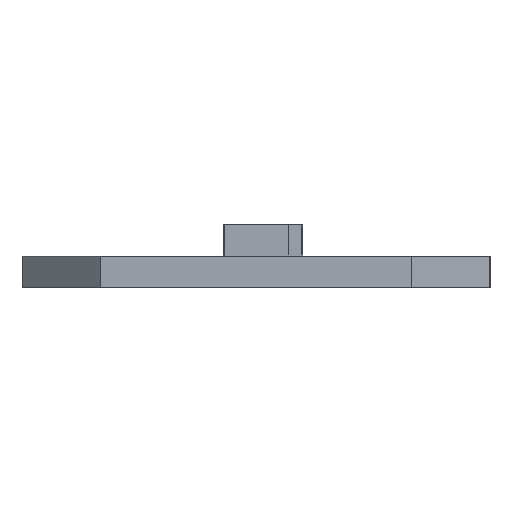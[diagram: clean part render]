
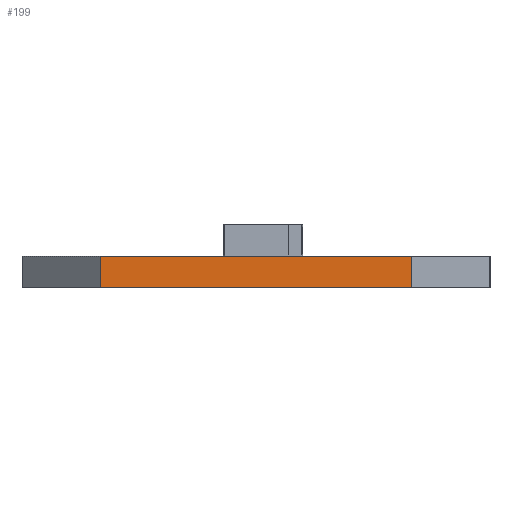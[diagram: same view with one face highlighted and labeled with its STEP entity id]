
A CAD part, left-side view. The second image highlights one B-rep face of the part: STEP entity #199.
In plain terms, the highlighted planar face has unit normal (-1, 0, 0).
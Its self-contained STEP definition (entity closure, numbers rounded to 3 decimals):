
#199=ADVANCED_FACE('',(#1227),#1229,.T.);
#1227=FACE_BOUND('',#1228,.T.);
#1228=EDGE_LOOP('',(#2258,#2259,#2260,#2261));
#1229=PLANE('',#1230);
#1230=AXIS2_PLACEMENT_3D('',#1231,#1232,#1233);
#1231=CARTESIAN_POINT('',(-30.5,15.,0.));
#1232=DIRECTION('',(-1.,0.,0.));
#1233=DIRECTION('',(0.,-1.,0.));
#2258=ORIENTED_EDGE('',*,*,#2868,.F.);
#2259=ORIENTED_EDGE('',*,*,#2869,.T.);
#2260=ORIENTED_EDGE('',*,*,#2870,.T.);
#2261=ORIENTED_EDGE('',*,*,#2460,.F.);
#2460=EDGE_CURVE('',#2941,#2943,#2944,.T.);
#2868=EDGE_CURVE('',#3612,#2941,#3614,.T.);
#2869=EDGE_CURVE('',#3612,#3615,#3616,.T.);
#2870=EDGE_CURVE('',#3615,#2943,#3617,.T.);
#2941=VERTEX_POINT('',#3753);
#2943=VERTEX_POINT('',#3757);
#2944=LINE('',#3758,#3759);
#3612=VERTEX_POINT('',#5240);
#3614=LINE('',#5244,#5245);
#3615=VERTEX_POINT('',#5247);
#3616=LINE('',#5248,#5249);
#3617=LINE('',#5251,#5252);
#3753=CARTESIAN_POINT('',(-30.5,10.,2.));
#3757=CARTESIAN_POINT('',(-30.5,-10.,2.));
#3758=CARTESIAN_POINT('',(-30.5,10.,2.));
#3759=VECTOR('',#3760,1.);
#3760=DIRECTION('',(0.,-1.,0.));
#5240=CARTESIAN_POINT('',(-30.5,10.,0.));
#5244=CARTESIAN_POINT('',(-30.5,10.,0.));
#5245=VECTOR('',#5246,1.);
#5246=DIRECTION('',(0.,0.,1.));
#5247=CARTESIAN_POINT('',(-30.5,-10.,0.));
#5248=CARTESIAN_POINT('',(-30.5,10.,0.));
#5249=VECTOR('',#5250,1.);
#5250=DIRECTION('',(0.,-1.,0.));
#5251=CARTESIAN_POINT('',(-30.5,-10.,0.));
#5252=VECTOR('',#5253,1.);
#5253=DIRECTION('',(0.,0.,1.));
